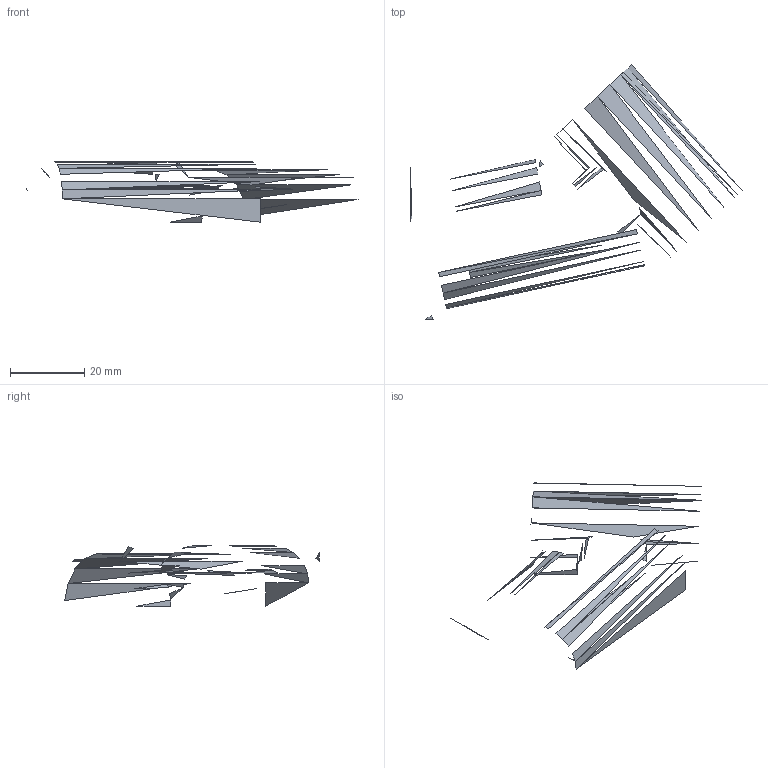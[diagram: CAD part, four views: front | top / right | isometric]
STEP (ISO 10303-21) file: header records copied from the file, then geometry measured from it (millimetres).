
FILE_DESCRIPTION(('STEP AP214'),'1');
FILE_NAME('4vpzijjq8zvo.stp','2020-12-19T10:56:08',(' '),(' '),'Spatial InterOp 3D',' ',' ');
FILE_SCHEMA(('automotive_design'));
Length unit declared in the file: metre
Products named in the file (1): Root
Bounding box: 89.61 x 68.69 x 16.3 mm (x, y, z)
Surface area: 0 mm2 (no closed solid volume)
Topology: 0 solids, 1738 shells, 1738 faces, 2297 edges, 2297 vertices
Faces by surface type: plane 1738
Entity records: 62592 total; most frequent: DIRECTION 8692, CARTESIAN_POINT 5215, VERTEX_POINT 5214, ORIENTED_EDGE 5214, EDGE_CURVE 5214, LINE 5214, VECTOR 5214, AXIS2_PLACEMENT_3D 1739
